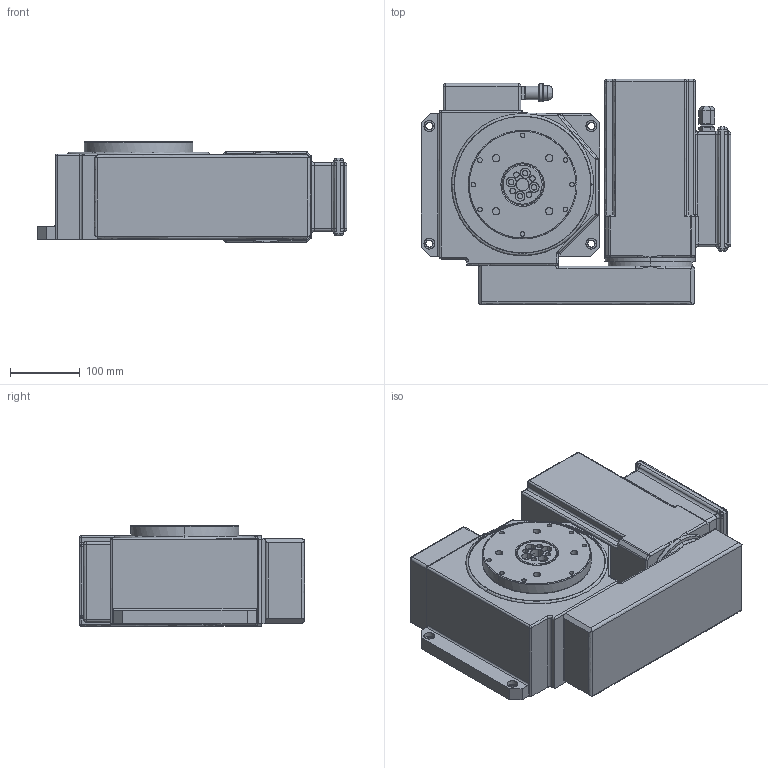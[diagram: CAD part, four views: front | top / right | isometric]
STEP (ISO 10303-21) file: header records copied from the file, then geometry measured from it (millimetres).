
FILE_DESCRIPTION(('FreeCAD Model'),'2;1');
FILE_NAME('Open CASCADE Shape Model','2025-04-17T12:37:14',('FreeCAD'),( 'FreeCAD'),'Open CASCADE STEP processor 7.6','FreeCAD','Unknown');
FILE_SCHEMA(('AUTOMOTIVE_DESIGN { 1 0 10303 214 1 1 1 1 }'));
Products named in the file (1): Open CASCADE STEP translator 7.6 1
Bounding box: 444.5 x 323.56 x 144.26 mm (x, y, z)
Surface area: 575235.1 mm2 (no closed solid volume)
Topology: 0 solids, 641 shells, 641 faces, 7704 edges, 7640 vertices
Faces by surface type: bspline 641
Entity records: 73915 total; most frequent: CARTESIAN_POINT 40838, ORIENTED_EDGE 7658, EDGE_CURVE 7658, VERTEX_POINT 7658, B_SPLINE_CURVE_WITH_KNOTS 6581, FACE_BOUND 717, EDGE_LOOP 717, SHELL_BASED_SURFACE_MODEL 641
